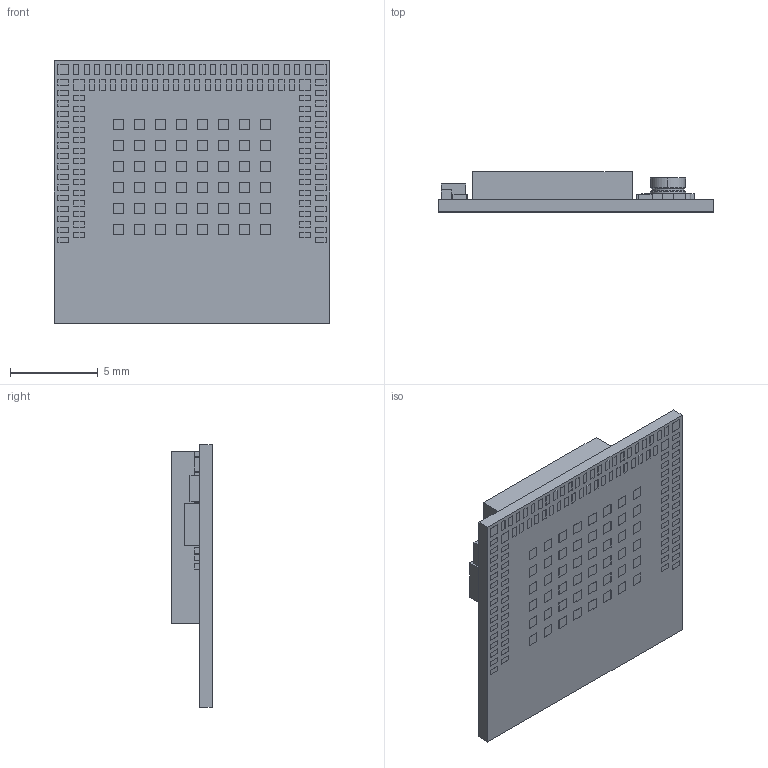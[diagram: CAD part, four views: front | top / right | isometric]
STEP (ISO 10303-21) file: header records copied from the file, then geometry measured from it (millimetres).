
FILE_DESCRIPTION (( 'STEP AP203' ), '1' );
FILE_NAME ('RS9116-CA1_STEP.STEP', '2019-01-22T11:56:37', ( '' ), ( '' ), 'SwSTEP 2.0', 'SolidWorks 2014', '' );
FILE_SCHEMA (( 'CONFIG_CONTROL_DESIGN' ));
Length unit declared in the file: millimetre
Products named in the file (3): M7_DB_ANTENNA; CA2; RS9116-CA1_STEP
Assembly tree (2 placements, depth 2):
  RS9116-CA1_STEP
    M7_DB_ANTENNA
    CA2
Bounding box: 15.7 x 2.31 x 15 mm (x, y, z)
Volume: 316.8 mm3; surface area: 753 mm2
Topology: 163 solids, 163 shells, 1209 faces, 2534 edges, 1686 vertices
Faces by surface type: plane 1175, cylinder 16, bspline 12, cone 4, torus 2
Entity records: 32259 total; most frequent: CARTESIAN_POINT 6246, ORIENTED_EDGE 5068, DIRECTION 4954, EDGE_CURVE 2534, LINE 2470, VECTOR 2470, VERTEX_POINT 1686, EDGE_LOOP 1244
